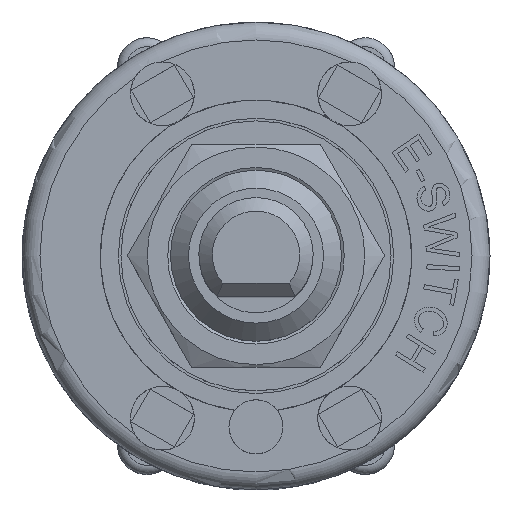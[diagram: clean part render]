
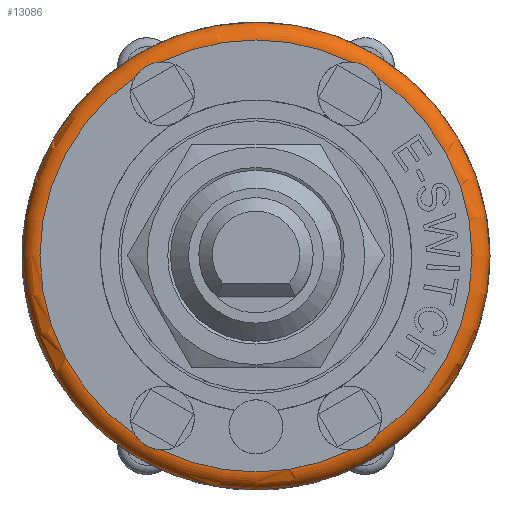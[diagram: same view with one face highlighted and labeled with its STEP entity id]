
A CAD part, top view. The second image highlights one B-rep face of the part: STEP entity #13086.
In plain terms, the highlighted toroidal (fillet/blend) face has major radius 12 mm and minor radius 1 mm.
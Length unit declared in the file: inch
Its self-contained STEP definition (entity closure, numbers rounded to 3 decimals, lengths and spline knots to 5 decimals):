
#26=TOROIDAL_SURFACE('',#13744,0.47244,0.03937);
#1120=B_SPLINE_CURVE_WITH_KNOTS('',3,(#22614,#22615,#22616,#22617,#22618,
#22619,#22620,#22621,#22622,#22623,#22624,#22625),.UNSPECIFIED.,.F.,.F.,
(4,2,2,2,2,4),(-0.26924,-0.24463,-0.21597,
-0.19207,-0.16451,-0.13568),.UNSPECIFIED.);
#1121=B_SPLINE_CURVE_WITH_KNOTS('',3,(#22637,#22638,#22639,#22640,#22641,
#22642,#22643,#22644,#22645,#22646,#22647,#22648),.UNSPECIFIED.,.F.,.F.,
(4,2,2,2,2,4),(-0.26924,-0.24463,-0.21597,
-0.19207,-0.16451,-0.13568),.UNSPECIFIED.);
#1122=B_SPLINE_CURVE_WITH_KNOTS('',3,(#22665,#22666,#22667,#22668,#22669,
#22670,#22671,#22672,#22673,#22674,#22675,#22676),.UNSPECIFIED.,.F.,.F.,
(4,2,2,2,2,4),(-0.26924,-0.24463,-0.21597,
-0.19207,-0.16451,-0.13568),.UNSPECIFIED.);
#1123=B_SPLINE_CURVE_WITH_KNOTS('',3,(#22698,#22699,#22700,#22701,#22702,
#22703,#22704,#22705,#22706,#22707,#22708,#22709),.UNSPECIFIED.,.F.,.F.,
(4,2,2,2,2,4),(-0.26924,-0.24463,-0.21597,
-0.19207,-0.16451,-0.13568),.UNSPECIFIED.);
#1780=FACE_OUTER_BOUND('',#2551,.T.);
#2551=EDGE_LOOP('',(#12129,#12130,#12131,#12132,#12133,#12134,#12135,#12136,
#12137,#12138,#12139,#12140));
#5451=CIRCLE('',#13697,0.51181);
#5478=CIRCLE('',#13745,0.03937);
#5479=CIRCLE('',#13746,0.47244);
#5480=CIRCLE('',#13747,0.47244);
#5481=CIRCLE('',#13748,0.47244);
#5482=CIRCLE('',#13749,0.47244);
#5483=CIRCLE('',#13750,0.47244);
#6687=VERTEX_POINT('',#22576);
#6695=VERTEX_POINT('',#22612);
#6696=VERTEX_POINT('',#22613);
#6699=VERTEX_POINT('',#22635);
#6700=VERTEX_POINT('',#22636);
#6705=VERTEX_POINT('',#22663);
#6706=VERTEX_POINT('',#22664);
#6713=VERTEX_POINT('',#22696);
#6714=VERTEX_POINT('',#22697);
#6717=VERTEX_POINT('',#22719);
#8530=EDGE_CURVE('',#6687,#6687,#5451,.T.);
#8548=EDGE_CURVE('',#6695,#6696,#1120,.T.);
#8554=EDGE_CURVE('',#6699,#6700,#1121,.T.);
#8562=EDGE_CURVE('',#6705,#6706,#1122,.T.);
#8572=EDGE_CURVE('',#6713,#6714,#1123,.T.);
#8578=EDGE_CURVE('',#6687,#6717,#5478,.T.);
#8579=EDGE_CURVE('',#6717,#6705,#5479,.T.);
#8580=EDGE_CURVE('',#6706,#6699,#5480,.T.);
#8581=EDGE_CURVE('',#6700,#6695,#5481,.T.);
#8582=EDGE_CURVE('',#6696,#6713,#5482,.T.);
#8583=EDGE_CURVE('',#6714,#6717,#5483,.T.);
#12129=ORIENTED_EDGE('',*,*,#8530,.T.);
#12130=ORIENTED_EDGE('',*,*,#8578,.T.);
#12131=ORIENTED_EDGE('',*,*,#8579,.T.);
#12132=ORIENTED_EDGE('',*,*,#8562,.T.);
#12133=ORIENTED_EDGE('',*,*,#8580,.T.);
#12134=ORIENTED_EDGE('',*,*,#8554,.T.);
#12135=ORIENTED_EDGE('',*,*,#8581,.T.);
#12136=ORIENTED_EDGE('',*,*,#8548,.T.);
#12137=ORIENTED_EDGE('',*,*,#8582,.T.);
#12138=ORIENTED_EDGE('',*,*,#8572,.T.);
#12139=ORIENTED_EDGE('',*,*,#8583,.T.);
#12140=ORIENTED_EDGE('',*,*,#8578,.F.);
#13086=ADVANCED_FACE('',(#1780),#26,.T.);
#13697=AXIS2_PLACEMENT_3D('',#22577,#16259,#16260);
#13744=AXIS2_PLACEMENT_3D('',#22718,#16370,#16371);
#13745=AXIS2_PLACEMENT_3D('',#22720,#16372,#16373);
#13746=AXIS2_PLACEMENT_3D('',#22721,#16374,#16375);
#13747=AXIS2_PLACEMENT_3D('',#22722,#16376,#16377);
#13748=AXIS2_PLACEMENT_3D('',#22723,#16378,#16379);
#13749=AXIS2_PLACEMENT_3D('',#22724,#16380,#16381);
#13750=AXIS2_PLACEMENT_3D('',#22725,#16382,#16383);
#16259=DIRECTION('center_axis',(0.,0.,1.));
#16260=DIRECTION('ref_axis',(-1.,0.,0.));
#16370=DIRECTION('center_axis',(0.,0.,-1.));
#16371=DIRECTION('ref_axis',(-1.,0.,0.));
#16372=DIRECTION('center_axis',(0.,-1.,0.));
#16373=DIRECTION('ref_axis',(1.,0.,0.));
#16374=DIRECTION('center_axis',(0.,0.,-1.));
#16375=DIRECTION('ref_axis',(-1.,0.,0.));
#16376=DIRECTION('center_axis',(0.,0.,-1.));
#16377=DIRECTION('ref_axis',(-1.,0.,0.));
#16378=DIRECTION('center_axis',(0.,0.,-1.));
#16379=DIRECTION('ref_axis',(-1.,0.,0.));
#16380=DIRECTION('center_axis',(0.,0.,-1.));
#16381=DIRECTION('ref_axis',(-1.,0.,0.));
#16382=DIRECTION('center_axis',(0.,0.,-1.));
#16383=DIRECTION('ref_axis',(-1.,0.,0.));
#22576=CARTESIAN_POINT('',(0.51181,0.,0.37402));
#22577=CARTESIAN_POINT('Origin',(0.,0.,0.37402));
#22612=CARTESIAN_POINT('',(-0.26379,0.39194,0.41339));
#22613=CARTESIAN_POINT('',(-0.20753,0.42442,0.41339));
#22614=CARTESIAN_POINT('Ctrl Pts',(-0.26379,0.39194,
0.41339));
#22615=CARTESIAN_POINT('Ctrl Pts',(-0.26165,0.39532,
0.41339));
#22616=CARTESIAN_POINT('Ctrl Pts',(-0.25918,0.39859,
0.41329));
#22617=CARTESIAN_POINT('Ctrl Pts',(-0.25306,0.40529,
0.41304));
#22618=CARTESIAN_POINT('Ctrl Pts',(-0.2494,0.40855,
0.4129));
#22619=CARTESIAN_POINT('Ctrl Pts',(-0.24211,0.41377,
0.41277));
#22620=CARTESIAN_POINT('Ctrl Pts',(-0.2386,0.41585,
0.41276));
#22621=CARTESIAN_POINT('Ctrl Pts',(-0.23069,0.41964,
0.41286));
#22622=CARTESIAN_POINT('Ctrl Pts',(-0.22626,0.42124,
0.41299));
#22623=CARTESIAN_POINT('Ctrl Pts',(-0.21694,0.42357,
0.41325));
#22624=CARTESIAN_POINT('Ctrl Pts',(-0.21219,0.42423,
0.41339));
#22625=CARTESIAN_POINT('Ctrl Pts',(-0.20753,0.42442,
0.41339));
#22635=CARTESIAN_POINT('',(-0.20753,-0.42442,0.41339));
#22636=CARTESIAN_POINT('',(-0.26379,-0.39194,0.41339));
#22637=CARTESIAN_POINT('Ctrl Pts',(-0.20753,-0.42442,
0.41339));
#22638=CARTESIAN_POINT('Ctrl Pts',(-0.21153,-0.42426,
0.41339));
#22639=CARTESIAN_POINT('Ctrl Pts',(-0.2156,-0.42375,
0.41329));
#22640=CARTESIAN_POINT('Ctrl Pts',(-0.22446,-0.42181,
0.41304));
#22641=CARTESIAN_POINT('Ctrl Pts',(-0.22911,-0.42026,
0.4129));
#22642=CARTESIAN_POINT('Ctrl Pts',(-0.23728,-0.41656,
0.41277));
#22643=CARTESIAN_POINT('Ctrl Pts',(-0.24084,-0.41456,
0.41276));
#22644=CARTESIAN_POINT('Ctrl Pts',(-0.24808,-0.4096,
0.41286));
#22645=CARTESIAN_POINT('Ctrl Pts',(-0.25168,-0.40656,
0.41299));
#22646=CARTESIAN_POINT('Ctrl Pts',(-0.25836,-0.39966,
0.41325));
#22647=CARTESIAN_POINT('Ctrl Pts',(-0.2613,-0.39588,
0.41339));
#22648=CARTESIAN_POINT('Ctrl Pts',(-0.26379,-0.39194,
0.41339));
#22663=CARTESIAN_POINT('',(0.26379,-0.39194,0.41339));
#22664=CARTESIAN_POINT('',(0.20753,-0.42442,0.41339));
#22665=CARTESIAN_POINT('Ctrl Pts',(0.26379,-0.39194,
0.41339));
#22666=CARTESIAN_POINT('Ctrl Pts',(0.26165,-0.39532,
0.41339));
#22667=CARTESIAN_POINT('Ctrl Pts',(0.25918,-0.39859,
0.41329));
#22668=CARTESIAN_POINT('Ctrl Pts',(0.25306,-0.40529,
0.41304));
#22669=CARTESIAN_POINT('Ctrl Pts',(0.2494,-0.40855,
0.4129));
#22670=CARTESIAN_POINT('Ctrl Pts',(0.24211,-0.41377,
0.41277));
#22671=CARTESIAN_POINT('Ctrl Pts',(0.2386,-0.41585,
0.41276));
#22672=CARTESIAN_POINT('Ctrl Pts',(0.23069,-0.41964,
0.41286));
#22673=CARTESIAN_POINT('Ctrl Pts',(0.22626,-0.42124,
0.41299));
#22674=CARTESIAN_POINT('Ctrl Pts',(0.21694,-0.42357,
0.41325));
#22675=CARTESIAN_POINT('Ctrl Pts',(0.21219,-0.42423,
0.41339));
#22676=CARTESIAN_POINT('Ctrl Pts',(0.20753,-0.42442,
0.41339));
#22696=CARTESIAN_POINT('',(0.20753,0.42442,0.41339));
#22697=CARTESIAN_POINT('',(0.26379,0.39194,0.41339));
#22698=CARTESIAN_POINT('Ctrl Pts',(0.20753,0.42442,0.41339));
#22699=CARTESIAN_POINT('Ctrl Pts',(0.21153,0.42426,
0.41339));
#22700=CARTESIAN_POINT('Ctrl Pts',(0.2156,0.42375,
0.41329));
#22701=CARTESIAN_POINT('Ctrl Pts',(0.22446,0.42181,0.41304));
#22702=CARTESIAN_POINT('Ctrl Pts',(0.22911,0.42026,
0.4129));
#22703=CARTESIAN_POINT('Ctrl Pts',(0.23728,0.41656,0.41277));
#22704=CARTESIAN_POINT('Ctrl Pts',(0.24084,0.41456,
0.41276));
#22705=CARTESIAN_POINT('Ctrl Pts',(0.24808,0.4096,
0.41286));
#22706=CARTESIAN_POINT('Ctrl Pts',(0.25168,0.40656,
0.41299));
#22707=CARTESIAN_POINT('Ctrl Pts',(0.25836,0.39966,
0.41325));
#22708=CARTESIAN_POINT('Ctrl Pts',(0.2613,0.39588,
0.41339));
#22709=CARTESIAN_POINT('Ctrl Pts',(0.26379,0.39194,
0.41339));
#22718=CARTESIAN_POINT('Origin',(0.,0.,0.37402));
#22719=CARTESIAN_POINT('',(0.47244,0.,0.41339));
#22720=CARTESIAN_POINT('Origin',(0.47244,0.,
0.37402));
#22721=CARTESIAN_POINT('Origin',(0.,0.,0.41339));
#22722=CARTESIAN_POINT('Origin',(0.,0.,0.41339));
#22723=CARTESIAN_POINT('Origin',(0.,0.,0.41339));
#22724=CARTESIAN_POINT('Origin',(0.,0.,0.41339));
#22725=CARTESIAN_POINT('Origin',(0.,0.,0.41339));
